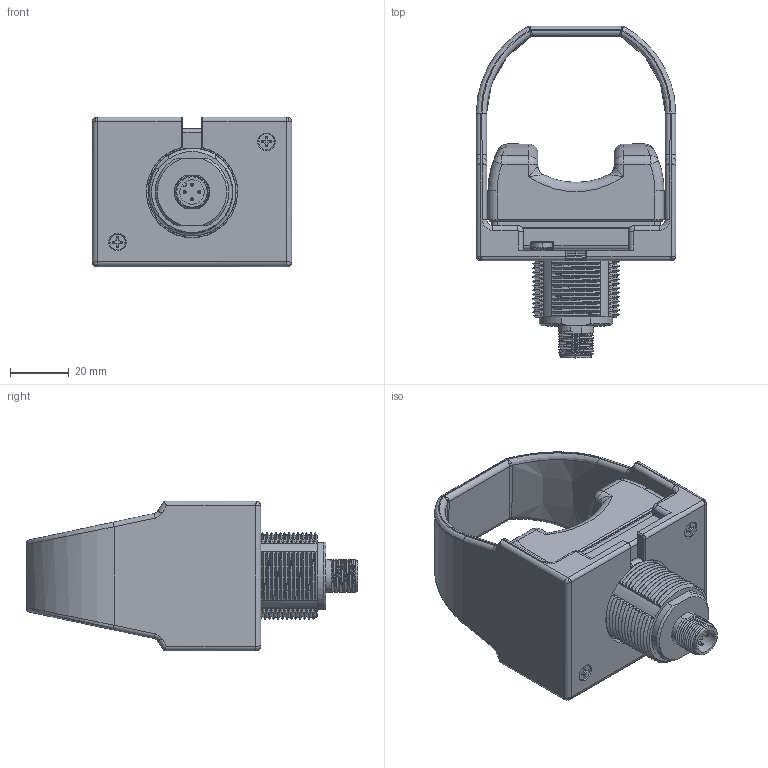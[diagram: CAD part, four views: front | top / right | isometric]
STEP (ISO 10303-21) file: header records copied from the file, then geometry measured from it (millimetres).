
FILE_DESCRIPTION((''),'2;1');
FILE_NAME('215159_SM01_ASM','2021-08-18T13:56:18',('PDMAdmin'),('BANNER ENGINEERING'),'CREO PARAMETRIC BY PTC INC, 2019292','CREO PARAMETRIC BY PTC INC, 2019292','');
FILE_SCHEMA(('CONFIG_CONTROL_DESIGN'));
Products named in the file (4): 215159_EP01; 215158_EP02; 215340; 215159_SM01_ASM
Assembly tree (4 placements, depth 2):
  215159_SM01_ASM
    215159_EP01
    215158_EP02
    215340  x2
Bounding box: 68 x 113.09 x 51 mm (x, y, z)
Volume: 91080.4 mm3; surface area: 39807.7 mm2
Topology: 1 solids, 6 shells, 1103 faces, 3672 edges, 2530 vertices
Faces by surface type: cylinder 347, bspline 323, plane 303, cone 76, torus 36, sphere 16, extrusion 2
Entity records: 55563 total; most frequent: CARTESIAN_POINT 30411, ORIENTED_EDGE 5671, DIRECTION 4177, EDGE_CURVE 3153, VERTEX_POINT 2119, AXIS2_PLACEMENT_3D 1440, VECTOR 1297, LINE 1295
